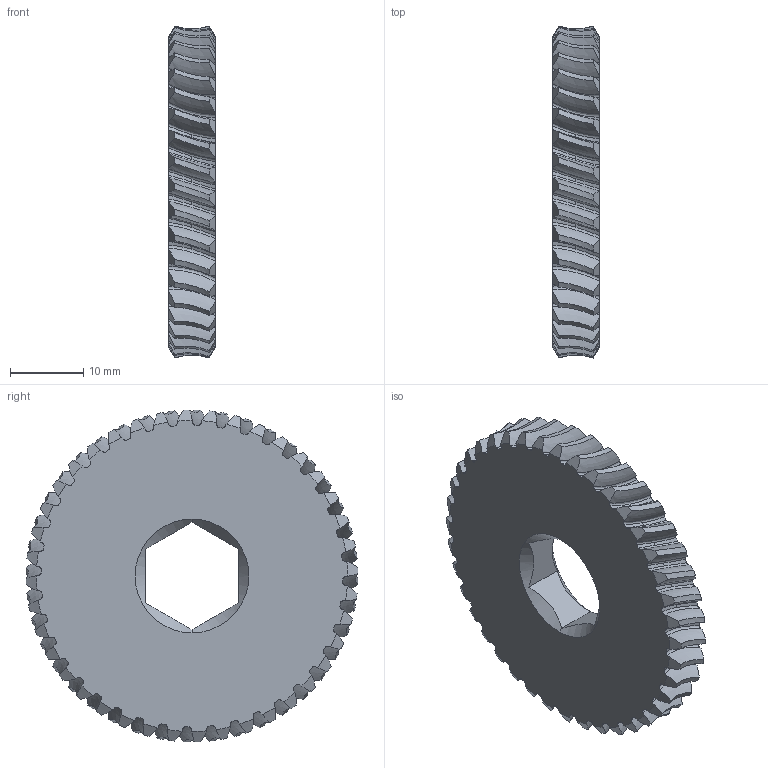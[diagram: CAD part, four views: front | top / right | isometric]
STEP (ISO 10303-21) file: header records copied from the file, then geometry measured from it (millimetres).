
FILE_DESCRIPTION (( 'STEP AP214' ), '1' );
FILE_NAME ('am-2366 40T Worm Gear 0.500in Hex Bore REV2.STEP', '2020-02-18T21:08:45', ( '' ), ( '' ), 'SwSTEP 2.0', 'SolidWorks 2019', '' );
FILE_SCHEMA (( 'AUTOMOTIVE_DESIGN' ));
Length unit declared in the file: inch
Products named in the file (1): am-2366 40T Worm Gear 0.500in Hex Bore REV2
Bounding box: 6.35 x 45.18 x 45.18 mm (x, y, z)
Volume: 8039.3 mm3; surface area: 4452.4 mm2
Topology: 1 solids, 1 shells, 375 faces, 1115 edges, 742 vertices
Faces by surface type: bspline 200, cone 87, torus 80, plane 8
Entity records: 28114 total; most frequent: CARTESIAN_POINT 20189, ORIENTED_EDGE 2230, EDGE_CURVE 1115, B_SPLINE_CURVE_WITH_KNOTS 895, DIRECTION 779, VERTEX_POINT 742, AXIS2_PLACEMENT_3D 383, EDGE_LOOP 377
